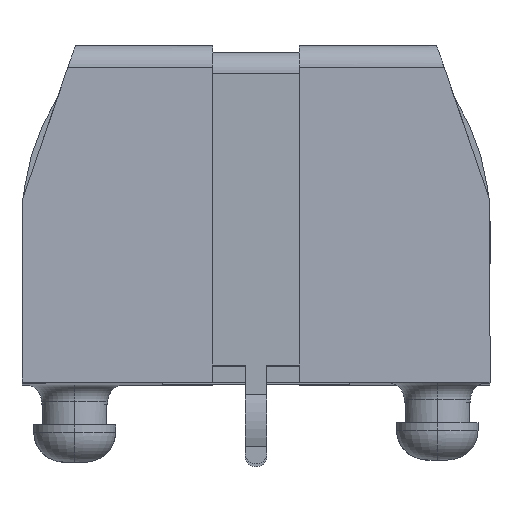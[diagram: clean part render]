
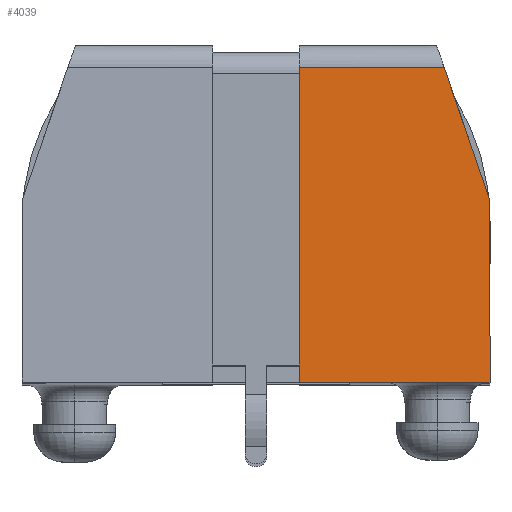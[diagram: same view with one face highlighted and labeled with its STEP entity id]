
A CAD part, top view. The second image highlights one B-rep face of the part: STEP entity #4039.
In plain terms, the highlighted planar face has unit normal (0, 0.018, 1).
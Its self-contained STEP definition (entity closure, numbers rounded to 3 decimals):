
#28 = DIRECTION ( 'NONE',  ( 0., 0.017, 1. ) ) ;
#92 = FACE_OUTER_BOUND ( 'NONE', #4639, .T. ) ;
#315 = DIRECTION ( 'NONE',  ( -1., 0., 0. ) ) ;
#525 = VERTEX_POINT ( 'NONE', #2695 ) ;
#617 = LINE ( 'NONE', #1600, #1930 ) ;
#630 = LINE ( 'NONE', #5086, #3441 ) ;
#698 = VECTOR ( 'NONE', #3811, 1000. ) ;
#872 = DIRECTION ( 'NONE',  ( 0., -1., 0.017 ) ) ;
#892 = DIRECTION ( 'NONE',  ( 0., -1., 0.017 ) ) ;
#1143 = ORIENTED_EDGE ( 'NONE', *, *, #5065, .T. ) ;
#1266 = CARTESIAN_POINT ( 'NONE',  ( 1.905, 0., 38.527 ) ) ;
#1588 = CARTESIAN_POINT ( 'NONE',  ( 1.905, 13.861, 38.285 ) ) ;
#1600 = CARTESIAN_POINT ( 'NONE',  ( 115.26, 13.861, 38.285 ) ) ;
#1616 = EDGE_CURVE ( 'NONE', #525, #4338, #617, .T. ) ;
#1719 = CARTESIAN_POINT ( 'NONE',  ( 10.325, 8.001, 38.387 ) ) ;
#1730 = VERTEX_POINT ( 'NONE', #1266 ) ;
#1799 = ORIENTED_EDGE ( 'NONE', *, *, #1842, .T. ) ;
#1842 = EDGE_CURVE ( 'NONE', #4338, #1730, #4311, .T. ) ;
#1930 = VECTOR ( 'NONE', #315, 1000. ) ;
#2233 = CARTESIAN_POINT ( 'NONE',  ( 115.26, 0., 38.527 ) ) ;
#2318 = VECTOR ( 'NONE', #3727, 1000. ) ;
#2513 = AXIS2_PLACEMENT_3D ( 'NONE', #2233, #28, #892 ) ;
#2625 = ORIENTED_EDGE ( 'NONE', *, *, #4281, .T. ) ;
#2695 = CARTESIAN_POINT ( 'NONE',  ( 8.307, 13.861, 38.285 ) ) ;
#3002 = CARTESIAN_POINT ( 'NONE',  ( 10.325, 14.854, 38.268 ) ) ;
#3099 = CARTESIAN_POINT ( 'NONE',  ( 1.905, 14.905, 38.267 ) ) ;
#3441 = VECTOR ( 'NONE', #3738, 1000. ) ;
#3580 = LINE ( 'NONE', #3002, #698 ) ;
#3608 = ORIENTED_EDGE ( 'NONE', *, *, #5461, .F. ) ;
#3689 = ORIENTED_EDGE ( 'NONE', *, *, #1616, .T. ) ;
#3727 = DIRECTION ( 'NONE',  ( 1., 0., 0. ) ) ;
#3738 = DIRECTION ( 'NONE',  ( 0.326, -0.945, 0.017 ) ) ;
#3811 = DIRECTION ( 'NONE',  ( 0., 1., -0.017 ) ) ;
#3911 = VERTEX_POINT ( 'NONE', #1719 ) ;
#4039 = ADVANCED_FACE ( 'NONE', ( #92 ), #5302, .T. ) ;
#4167 = VERTEX_POINT ( 'NONE', #4946 ) ;
#4241 = VECTOR ( 'NONE', #872, 1000. ) ;
#4281 = EDGE_CURVE ( 'NONE', #1730, #4167, #4964, .T. ) ;
#4311 = LINE ( 'NONE', #3099, #4241 ) ;
#4338 = VERTEX_POINT ( 'NONE', #1588 ) ;
#4639 = EDGE_LOOP ( 'NONE', ( #3608, #3689, #1799, #2625, #1143 ) ) ;
#4946 = CARTESIAN_POINT ( 'NONE',  ( 10.325, 0., 38.527 ) ) ;
#4964 = LINE ( 'NONE', #5447, #2318 ) ;
#5065 = EDGE_CURVE ( 'NONE', #4167, #3911, #3580, .T. ) ;
#5086 = CARTESIAN_POINT ( 'NONE',  ( 23.908, -31.445, 39.076 ) ) ;
#5302 = PLANE ( 'NONE',  #2513 ) ;
#5447 = CARTESIAN_POINT ( 'NONE',  ( 1.905, 0., 38.527 ) ) ;
#5461 = EDGE_CURVE ( 'NONE', #525, #3911, #630, .T. ) ;
